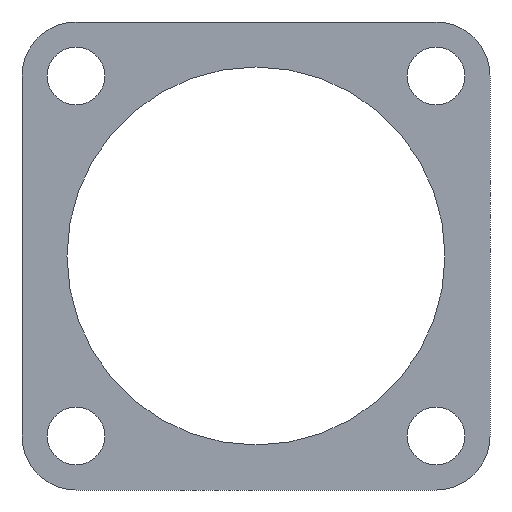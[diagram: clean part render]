
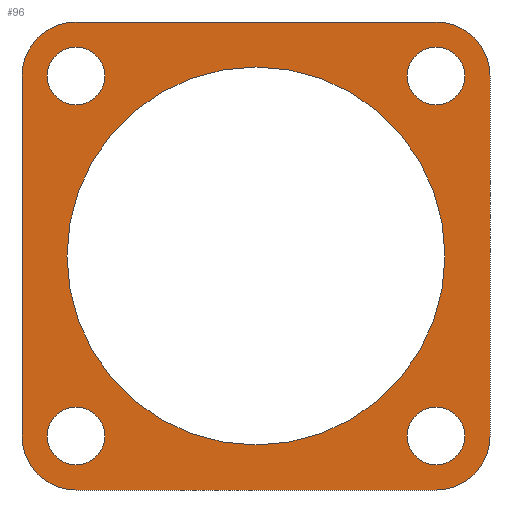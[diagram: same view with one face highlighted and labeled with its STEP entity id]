
A CAD part, left-side view. The second image highlights one B-rep face of the part: STEP entity #96.
In plain terms, the highlighted planar face has unit normal (-1, 0, 0).
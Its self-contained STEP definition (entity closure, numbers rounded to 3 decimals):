
#57=FACE_BOUND('',#130,.T.);
#58=FACE_BOUND('',#131,.T.);
#59=FACE_BOUND('',#132,.T.);
#60=FACE_BOUND('',#133,.T.);
#61=FACE_BOUND('',#134,.T.);
#62=FACE_BOUND('',#135,.T.);
#82=CIRCLE('',#325,1.6);
#83=CIRCLE('',#326,1.6);
#84=CIRCLE('',#327,1.6);
#85=CIRCLE('',#328,1.6);
#86=CIRCLE('',#329,10.5);
#87=CIRCLE('',#330,3.);
#88=CIRCLE('',#331,3.);
#89=CIRCLE('',#332,3.);
#90=CIRCLE('',#333,3.);
#96=ADVANCED_FACE('',(#57,#58,#59,#60,#61,#62),#111,.T.);
#111=PLANE('',#334);
#130=EDGE_LOOP('',(#179));
#131=EDGE_LOOP('',(#180));
#132=EDGE_LOOP('',(#181));
#133=EDGE_LOOP('',(#182));
#134=EDGE_LOOP('',(#183));
#135=EDGE_LOOP('',(#184,#185,#186,#187,#188,#189,#190,#191));
#179=ORIENTED_EDGE('',*,*,#269,.T.);
#180=ORIENTED_EDGE('',*,*,#270,.T.);
#181=ORIENTED_EDGE('',*,*,#271,.T.);
#182=ORIENTED_EDGE('',*,*,#272,.T.);
#183=ORIENTED_EDGE('',*,*,#273,.T.);
#184=ORIENTED_EDGE('',*,*,#254,.T.);
#185=ORIENTED_EDGE('',*,*,#274,.T.);
#186=ORIENTED_EDGE('',*,*,#256,.T.);
#187=ORIENTED_EDGE('',*,*,#275,.T.);
#188=ORIENTED_EDGE('',*,*,#244,.T.);
#189=ORIENTED_EDGE('',*,*,#276,.T.);
#190=ORIENTED_EDGE('',*,*,#248,.T.);
#191=ORIENTED_EDGE('',*,*,#277,.T.);
#218=VERTEX_POINT('',#430);
#219=VERTEX_POINT('',#431);
#222=VERTEX_POINT('',#439);
#223=VERTEX_POINT('',#440);
#228=VERTEX_POINT('',#451);
#229=VERTEX_POINT('',#453);
#230=VERTEX_POINT('',#457);
#231=VERTEX_POINT('',#458);
#239=VERTEX_POINT('',#481);
#240=VERTEX_POINT('',#483);
#241=VERTEX_POINT('',#485);
#242=VERTEX_POINT('',#487);
#243=VERTEX_POINT('',#489);
#244=EDGE_CURVE('',#218,#219,#278,.T.);
#248=EDGE_CURVE('',#222,#223,#282,.T.);
#254=EDGE_CURVE('',#229,#228,#288,.T.);
#256=EDGE_CURVE('',#230,#231,#290,.T.);
#269=EDGE_CURVE('',#239,#239,#82,.T.);
#270=EDGE_CURVE('',#240,#240,#83,.T.);
#271=EDGE_CURVE('',#241,#241,#84,.T.);
#272=EDGE_CURVE('',#242,#242,#85,.T.);
#273=EDGE_CURVE('',#243,#243,#86,.T.);
#274=EDGE_CURVE('',#228,#230,#87,.T.);
#275=EDGE_CURVE('',#231,#218,#88,.T.);
#276=EDGE_CURVE('',#219,#222,#89,.T.);
#277=EDGE_CURVE('',#223,#229,#90,.T.);
#278=LINE('',#429,#294);
#282=LINE('',#438,#298);
#288=LINE('',#452,#304);
#290=LINE('',#456,#306);
#294=VECTOR('',#346,1.);
#298=VECTOR('',#352,1.);
#304=VECTOR('',#360,1.);
#306=VECTOR('',#364,1.);
#325=AXIS2_PLACEMENT_3D('',#480,#390,#391);
#326=AXIS2_PLACEMENT_3D('',#482,#392,#393);
#327=AXIS2_PLACEMENT_3D('',#484,#394,#395);
#328=AXIS2_PLACEMENT_3D('',#486,#396,#397);
#329=AXIS2_PLACEMENT_3D('',#488,#398,#399);
#330=AXIS2_PLACEMENT_3D('',#490,#400,#401);
#331=AXIS2_PLACEMENT_3D('',#491,#402,#403);
#332=AXIS2_PLACEMENT_3D('',#492,#404,#405);
#333=AXIS2_PLACEMENT_3D('',#493,#406,#407);
#334=AXIS2_PLACEMENT_3D('',#494,#408,#409);
#346=DIRECTION('',(0.,0.,1.));
#352=DIRECTION('',(0.,1.,0.));
#360=DIRECTION('',(0.,0.,-1.));
#364=DIRECTION('',(0.,-1.,0.));
#390=DIRECTION('',(1.,0.,0.));
#391=DIRECTION('',(0.,-1.,0.));
#392=DIRECTION('',(1.,0.,0.));
#393=DIRECTION('',(0.,0.,1.));
#394=DIRECTION('',(1.,0.,0.));
#395=DIRECTION('',(0.,1.,0.));
#396=DIRECTION('',(1.,0.,0.));
#397=DIRECTION('',(0.,0.,-1.));
#398=DIRECTION('',(1.,0.,0.));
#399=DIRECTION('',(0.,0.,-1.));
#400=DIRECTION('',(-1.,0.,0.));
#401=DIRECTION('',(0.,0.,1.));
#402=DIRECTION('',(-1.,0.,0.));
#403=DIRECTION('',(0.,0.,1.));
#404=DIRECTION('',(-1.,0.,0.));
#405=DIRECTION('',(0.,0.,1.));
#406=DIRECTION('',(-1.,0.,0.));
#407=DIRECTION('',(0.,0.,1.));
#408=DIRECTION('',(-1.,0.,0.));
#409=DIRECTION('',(0.,0.,1.));
#429=CARTESIAN_POINT('',(0.,-13.,-13.));
#430=CARTESIAN_POINT('',(0.,-13.,-10.));
#431=CARTESIAN_POINT('',(0.,-13.,10.));
#438=CARTESIAN_POINT('',(0.,-13.,13.));
#439=CARTESIAN_POINT('',(0.,-10.,13.));
#440=CARTESIAN_POINT('',(0.,10.,13.));
#451=CARTESIAN_POINT('',(0.,13.,-10.));
#452=CARTESIAN_POINT('',(0.,13.,13.));
#453=CARTESIAN_POINT('',(0.,13.,10.));
#456=CARTESIAN_POINT('',(0.,13.,-13.));
#457=CARTESIAN_POINT('',(0.,10.,-13.));
#458=CARTESIAN_POINT('',(0.,-10.,-13.));
#480=CARTESIAN_POINT('',(0.,10.,10.));
#481=CARTESIAN_POINT('',(0.,8.4,10.));
#482=CARTESIAN_POINT('',(0.,10.,-10.));
#483=CARTESIAN_POINT('',(0.,10.,-8.4));
#484=CARTESIAN_POINT('',(0.,-10.,-10.));
#485=CARTESIAN_POINT('',(0.,-8.4,-10.));
#486=CARTESIAN_POINT('',(0.,-10.,10.));
#487=CARTESIAN_POINT('',(0.,-10.,8.4));
#488=CARTESIAN_POINT('',(0.,0.,0.));
#489=CARTESIAN_POINT('',(0.,0.,-10.5));
#490=CARTESIAN_POINT('',(0.,10.,-10.));
#491=CARTESIAN_POINT('',(0.,-10.,-10.));
#492=CARTESIAN_POINT('',(0.,-10.,10.));
#493=CARTESIAN_POINT('',(0.,10.,10.));
#494=CARTESIAN_POINT('',(0.,-13.,13.));
